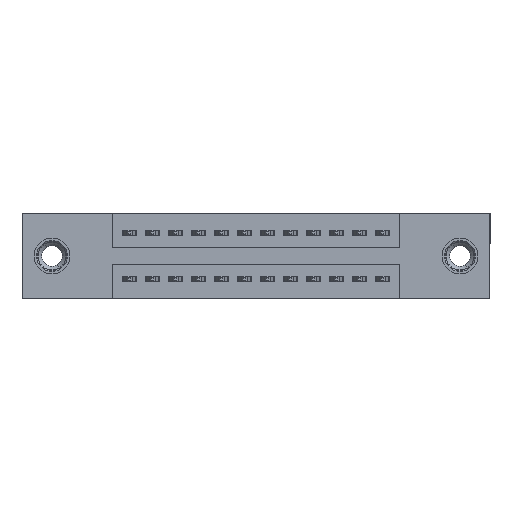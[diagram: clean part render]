
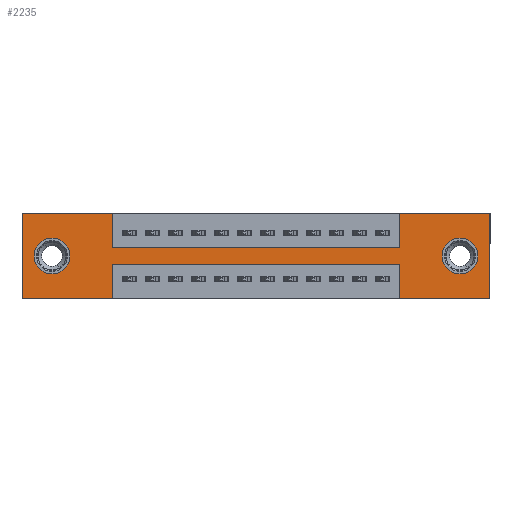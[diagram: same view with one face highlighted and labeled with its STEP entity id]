
A CAD part, front view. The second image highlights one B-rep face of the part: STEP entity #2235.
In plain terms, the highlighted planar face has unit normal (0, -1, 0).
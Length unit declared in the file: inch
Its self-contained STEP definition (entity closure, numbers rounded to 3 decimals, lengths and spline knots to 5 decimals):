
#111 = CARTESIAN_POINT ( 'NONE',  ( 0.13, 0., -0.263 ) ) ;
#278 = DIRECTION ( 'NONE',  ( 0., 0., -1. ) ) ;
#578 = ORIENTED_EDGE ( 'NONE', *, *, #2471, .T. ) ;
#644 = CIRCLE ( 'NONE', #7598, 0.078 ) ;
#819 = VERTEX_POINT ( 'NONE', #10953 ) ;
#832 = ORIENTED_EDGE ( 'NONE', *, *, #1961, .F. ) ;
#1069 = CARTESIAN_POINT ( 'NONE',  ( 1.6425, 0., -0.37 ) ) ;
#1138 = CARTESIAN_POINT ( 'NONE',  ( 2.035, 0., -0.37 ) ) ;
#1308 = FACE_BOUND ( 'NONE', #5085, .T. ) ;
#1326 = LINE ( 'NONE', #2198, #15899 ) ;
#1358 = DIRECTION ( 'NONE',  ( 0., 0., 1. ) ) ;
#1471 = CARTESIAN_POINT ( 'NONE',  ( 1.905, 0., -0.263 ) ) ;
#1482 = ORIENTED_EDGE ( 'NONE', *, *, #3021, .F. ) ;
#1496 = EDGE_CURVE ( 'NONE', #1515, #4835, #16546, .T. ) ;
#1515 = VERTEX_POINT ( 'NONE', #1069 ) ;
#1715 = EDGE_CURVE ( 'NONE', #4020, #14364, #11890, .T. ) ;
#1919 = EDGE_LOOP ( 'NONE', ( #12782, #18015 ) ) ;
#1961 = EDGE_CURVE ( 'NONE', #11792, #4020, #17857, .T. ) ;
#2198 = CARTESIAN_POINT ( 'NONE',  ( 0.3925, 0., 0. ) ) ;
#2235 = ADVANCED_FACE ( 'NONE', ( #12987, #1308, #10375 ), #11497, .T. ) ;
#2252 = CARTESIAN_POINT ( 'NONE',  ( 0.3925, 0., -0.37 ) ) ;
#2471 = EDGE_CURVE ( 'NONE', #18005, #15267, #4555, .T. ) ;
#2543 = LINE ( 'NONE', #6400, #5375 ) ;
#2550 = EDGE_CURVE ( 'NONE', #15267, #18005, #644, .T. ) ;
#2621 = VECTOR ( 'NONE', #4561, 39.37008 ) ;
#2706 = CARTESIAN_POINT ( 'NONE',  ( 0.3925, 0., -0.22 ) ) ;
#2726 = LINE ( 'NONE', #17597, #15098 ) ;
#2893 = ORIENTED_EDGE ( 'NONE', *, *, #1715, .F. ) ;
#3021 = EDGE_CURVE ( 'NONE', #13805, #14769, #8564, .T. ) ;
#3197 = EDGE_CURVE ( 'NONE', #13839, #4592, #17588, .T. ) ;
#3249 = VERTEX_POINT ( 'NONE', #13185 ) ;
#3394 = EDGE_CURVE ( 'NONE', #13291, #13805, #14030, .T. ) ;
#3582 = ORIENTED_EDGE ( 'NONE', *, *, #7534, .F. ) ;
#3921 = CARTESIAN_POINT ( 'NONE',  ( 1.6425, 0., -0.22 ) ) ;
#4020 = VERTEX_POINT ( 'NONE', #11664 ) ;
#4036 = AXIS2_PLACEMENT_3D ( 'NONE', #7398, #4350, #5780 ) ;
#4142 = EDGE_CURVE ( 'NONE', #819, #12651, #11375, .T. ) ;
#4350 = DIRECTION ( 'NONE',  ( 0., 1., 0. ) ) ;
#4393 = ORIENTED_EDGE ( 'NONE', *, *, #12928, .F. ) ;
#4555 = CIRCLE ( 'NONE', #10212, 0.078 ) ;
#4561 = DIRECTION ( 'NONE',  ( 0., 0., -1. ) ) ;
#4592 = VERTEX_POINT ( 'NONE', #2252 ) ;
#4835 = VERTEX_POINT ( 'NONE', #3921 ) ;
#4846 = DIRECTION ( 'NONE',  ( 0., 1., 0. ) ) ;
#4851 = CARTESIAN_POINT ( 'NONE',  ( 0.3925, 0., 0. ) ) ;
#4906 = CARTESIAN_POINT ( 'NONE',  ( 1.905, 0., -0.185 ) ) ;
#4921 = CARTESIAN_POINT ( 'NONE',  ( 0.13, 0., -0.185 ) ) ;
#5014 = DIRECTION ( 'NONE',  ( 0., 0., -1. ) ) ;
#5085 = EDGE_LOOP ( 'NONE', ( #15981, #578 ) ) ;
#5203 = ORIENTED_EDGE ( 'NONE', *, *, #8364, .F. ) ;
#5375 = VECTOR ( 'NONE', #9131, 39.37008 ) ;
#5780 = DIRECTION ( 'NONE',  ( 0., 0., -1. ) ) ;
#6115 = CARTESIAN_POINT ( 'NONE',  ( 2.035, 0., 0. ) ) ;
#6128 = CARTESIAN_POINT ( 'NONE',  ( 0.13, 0., -0.107 ) ) ;
#6354 = CARTESIAN_POINT ( 'NONE',  ( 0.13, 0., -0.185 ) ) ;
#6400 = CARTESIAN_POINT ( 'NONE',  ( 0.3925, 0., -0.22 ) ) ;
#6567 = DIRECTION ( 'NONE',  ( 1., 0., 0. ) ) ;
#6976 = VECTOR ( 'NONE', #9450, 39.37008 ) ;
#6997 = AXIS2_PLACEMENT_3D ( 'NONE', #15747, #8716, #14259 ) ;
#7398 = CARTESIAN_POINT ( 'NONE',  ( 1.905, 0., -0.185 ) ) ;
#7534 = EDGE_CURVE ( 'NONE', #14769, #3249, #1326, .T. ) ;
#7598 = AXIS2_PLACEMENT_3D ( 'NONE', #6354, #12517, #1358 ) ;
#7603 = LINE ( 'NONE', #9550, #10725 ) ;
#7794 = DIRECTION ( 'NONE',  ( 0., 0., 1. ) ) ;
#8364 = EDGE_CURVE ( 'NONE', #4835, #13839, #2543, .T. ) ;
#8524 = VERTEX_POINT ( 'NONE', #16208 ) ;
#8564 = LINE ( 'NONE', #16699, #11878 ) ;
#8668 = ORIENTED_EDGE ( 'NONE', *, *, #3197, .F. ) ;
#8699 = DIRECTION ( 'NONE',  ( -1., 0., 0. ) ) ;
#8716 = DIRECTION ( 'NONE',  ( 0., -1., 0. ) ) ;
#8820 = ORIENTED_EDGE ( 'NONE', *, *, #1496, .F. ) ;
#8831 = CARTESIAN_POINT ( 'NONE',  ( 0.3925, 0., -0.37 ) ) ;
#9015 = DIRECTION ( 'NONE',  ( 0., 0., -1. ) ) ;
#9060 = EDGE_CURVE ( 'NONE', #12651, #819, #12632, .T. ) ;
#9131 = DIRECTION ( 'NONE',  ( -1., 0., 0. ) ) ;
#9222 = DIRECTION ( 'NONE',  ( 0., 1., 0. ) ) ;
#9450 = DIRECTION ( 'NONE',  ( 0., 0., 1. ) ) ;
#9523 = CARTESIAN_POINT ( 'NONE',  ( 1.6425, 0., -0.37 ) ) ;
#9550 = CARTESIAN_POINT ( 'NONE',  ( 0.3925, 0., -0.15 ) ) ;
#9561 = EDGE_CURVE ( 'NONE', #14364, #1515, #15289, .T. ) ;
#9574 = VECTOR ( 'NONE', #8699, 39.37008 ) ;
#9656 = CARTESIAN_POINT ( 'NONE',  ( 0., 0., -0.37 ) ) ;
#10212 = AXIS2_PLACEMENT_3D ( 'NONE', #4921, #9222, #16310 ) ;
#10375 = FACE_OUTER_BOUND ( 'NONE', #15650, .T. ) ;
#10523 = CARTESIAN_POINT ( 'NONE',  ( 0., 0., -0.37 ) ) ;
#10725 = VECTOR ( 'NONE', #6567, 39.37008 ) ;
#10953 = CARTESIAN_POINT ( 'NONE',  ( 1.905, 0., -0.107 ) ) ;
#10955 = DIRECTION ( 'NONE',  ( 1., 0., 0. ) ) ;
#11375 = CIRCLE ( 'NONE', #12110, 0.078 ) ;
#11497 = PLANE ( 'NONE',  #6997 ) ;
#11529 = ORIENTED_EDGE ( 'NONE', *, *, #9561, .F. ) ;
#11664 = CARTESIAN_POINT ( 'NONE',  ( 2.035, 0., 0. ) ) ;
#11676 = VECTOR ( 'NONE', #16106, 39.37008 ) ;
#11792 = VERTEX_POINT ( 'NONE', #11985 ) ;
#11878 = VECTOR ( 'NONE', #10955, 39.37008 ) ;
#11890 = LINE ( 'NONE', #6115, #2621 ) ;
#11985 = CARTESIAN_POINT ( 'NONE',  ( 1.6425, 0., 0. ) ) ;
#12090 = ORIENTED_EDGE ( 'NONE', *, *, #17009, .F. ) ;
#12110 = AXIS2_PLACEMENT_3D ( 'NONE', #4906, #4846, #9015 ) ;
#12115 = VECTOR ( 'NONE', #13626, 39.37008 ) ;
#12517 = DIRECTION ( 'NONE',  ( 0., 1., 0. ) ) ;
#12632 = CIRCLE ( 'NONE', #4036, 0.078 ) ;
#12651 = VERTEX_POINT ( 'NONE', #1471 ) ;
#12683 = ORIENTED_EDGE ( 'NONE', *, *, #17638, .F. ) ;
#12711 = LINE ( 'NONE', #16146, #15157 ) ;
#12782 = ORIENTED_EDGE ( 'NONE', *, *, #4142, .T. ) ;
#12928 = EDGE_CURVE ( 'NONE', #4592, #13291, #12711, .T. ) ;
#12987 = FACE_BOUND ( 'NONE', #1919, .T. ) ;
#13185 = CARTESIAN_POINT ( 'NONE',  ( 0.3925, 0., -0.15 ) ) ;
#13291 = VERTEX_POINT ( 'NONE', #10523 ) ;
#13360 = CARTESIAN_POINT ( 'NONE',  ( 0., 0., 0. ) ) ;
#13607 = VECTOR ( 'NONE', #278, 39.37008 ) ;
#13626 = DIRECTION ( 'NONE',  ( 0., 0., 1. ) ) ;
#13805 = VERTEX_POINT ( 'NONE', #18162 ) ;
#13839 = VERTEX_POINT ( 'NONE', #2706 ) ;
#14030 = LINE ( 'NONE', #16368, #6976 ) ;
#14259 = DIRECTION ( 'NONE',  ( 0., 0., -1. ) ) ;
#14364 = VERTEX_POINT ( 'NONE', #1138 ) ;
#14769 = VERTEX_POINT ( 'NONE', #4851 ) ;
#15098 = VECTOR ( 'NONE', #7794, 39.37008 ) ;
#15157 = VECTOR ( 'NONE', #17676, 39.37008 ) ;
#15267 = VERTEX_POINT ( 'NONE', #6128 ) ;
#15289 = LINE ( 'NONE', #9656, #9574 ) ;
#15650 = EDGE_LOOP ( 'NONE', ( #8668, #5203, #8820, #11529, #2893, #832, #12090, #12683, #3582, #1482, #15858, #4393 ) ) ;
#15747 = CARTESIAN_POINT ( 'NONE',  ( 0., 0., -0.37 ) ) ;
#15858 = ORIENTED_EDGE ( 'NONE', *, *, #3394, .F. ) ;
#15899 = VECTOR ( 'NONE', #5014, 39.37008 ) ;
#15981 = ORIENTED_EDGE ( 'NONE', *, *, #2550, .T. ) ;
#16106 = DIRECTION ( 'NONE',  ( 1., 0., 0. ) ) ;
#16146 = CARTESIAN_POINT ( 'NONE',  ( 0., 0., -0.37 ) ) ;
#16208 = CARTESIAN_POINT ( 'NONE',  ( 1.6425, 0., -0.15 ) ) ;
#16310 = DIRECTION ( 'NONE',  ( 0., 0., 1. ) ) ;
#16368 = CARTESIAN_POINT ( 'NONE',  ( 0., 0., 0. ) ) ;
#16546 = LINE ( 'NONE', #9523, #12115 ) ;
#16699 = CARTESIAN_POINT ( 'NONE',  ( 0., 0., 0. ) ) ;
#17009 = EDGE_CURVE ( 'NONE', #8524, #11792, #2726, .T. ) ;
#17588 = LINE ( 'NONE', #8831, #13607 ) ;
#17597 = CARTESIAN_POINT ( 'NONE',  ( 1.6425, 0., 0. ) ) ;
#17638 = EDGE_CURVE ( 'NONE', #3249, #8524, #7603, .T. ) ;
#17676 = DIRECTION ( 'NONE',  ( -1., 0., 0. ) ) ;
#17857 = LINE ( 'NONE', #13360, #11676 ) ;
#18005 = VERTEX_POINT ( 'NONE', #111 ) ;
#18015 = ORIENTED_EDGE ( 'NONE', *, *, #9060, .T. ) ;
#18162 = CARTESIAN_POINT ( 'NONE',  ( 0., 0., 0. ) ) ;
